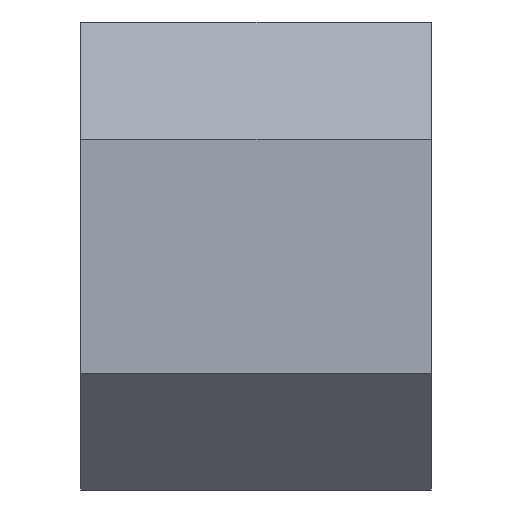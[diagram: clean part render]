
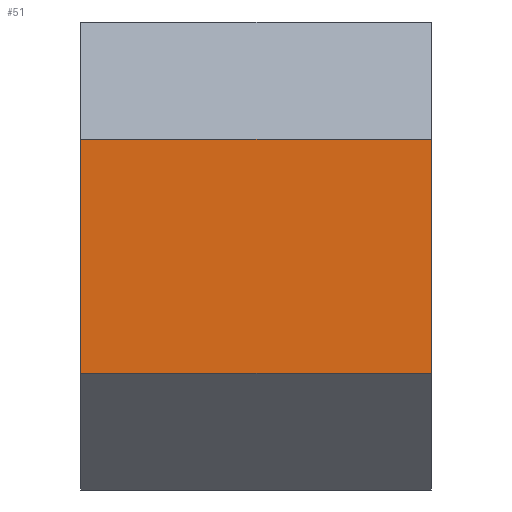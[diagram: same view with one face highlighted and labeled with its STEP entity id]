
A CAD part, left-side view. The second image highlights one B-rep face of the part: STEP entity #51.
In plain terms, the highlighted planar face has unit normal (-1, 0, 0).
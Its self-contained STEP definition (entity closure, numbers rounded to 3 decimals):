
#25 = DIRECTION ( 'NONE',  ( 0., 1., 0. ) ) ;
#35 = CARTESIAN_POINT ( 'NONE',  ( -17.14, 4., -4. ) ) ;
#51 = ADVANCED_FACE ( 'NONE', ( #302 ), #416, .F. ) ;
#82 = VECTOR ( 'NONE', #431, 1000. ) ;
#86 = EDGE_CURVE ( 'NONE', #1033, #947, #973, .T. ) ;
#176 = CARTESIAN_POINT ( 'NONE',  ( -17.14, 4., -2. ) ) ;
#251 = CARTESIAN_POINT ( 'NONE',  ( -17.14, 4., -2. ) ) ;
#256 = CARTESIAN_POINT ( 'NONE',  ( -17.14, 4., -4. ) ) ;
#266 = CARTESIAN_POINT ( 'NONE',  ( -17.14, 4., 2. ) ) ;
#277 = VERTEX_POINT ( 'NONE', #523 ) ;
#296 = DIRECTION ( 'NONE',  ( 1., 0., 0. ) ) ;
#302 = FACE_OUTER_BOUND ( 'NONE', #617, .T. ) ;
#324 = AXIS2_PLACEMENT_3D ( 'NONE', #35, #296, #815 ) ;
#327 = LINE ( 'NONE', #266, #575 ) ;
#335 = CARTESIAN_POINT ( 'NONE',  ( -17.14, -2., -2. ) ) ;
#346 = CARTESIAN_POINT ( 'NONE',  ( -17.14, -2., 2. ) ) ;
#367 = LINE ( 'NONE', #176, #984 ) ;
#416 = PLANE ( 'NONE',  #324 ) ;
#431 = DIRECTION ( 'NONE',  ( 0., 0., -1. ) ) ;
#523 = CARTESIAN_POINT ( 'NONE',  ( -17.14, 4., 2. ) ) ;
#575 = VECTOR ( 'NONE', #25, 1000. ) ;
#617 = EDGE_LOOP ( 'NONE', ( #659, #863, #788, #753 ) ) ;
#659 = ORIENTED_EDGE ( 'NONE', *, *, #86, .F. ) ;
#676 = CARTESIAN_POINT ( 'NONE',  ( -17.14, -2., 4. ) ) ;
#715 = VERTEX_POINT ( 'NONE', #251 ) ;
#739 = LINE ( 'NONE', #256, #943 ) ;
#753 = ORIENTED_EDGE ( 'NONE', *, *, #1000, .T. ) ;
#788 = ORIENTED_EDGE ( 'NONE', *, *, #940, .F. ) ;
#815 = DIRECTION ( 'NONE',  ( 0., 0., -1. ) ) ;
#828 = DIRECTION ( 'NONE',  ( 0., -1., 0. ) ) ;
#863 = ORIENTED_EDGE ( 'NONE', *, *, #1052, .T. ) ;
#940 = EDGE_CURVE ( 'NONE', #715, #277, #739, .T. ) ;
#943 = VECTOR ( 'NONE', #985, 1000. ) ;
#947 = VERTEX_POINT ( 'NONE', #335 ) ;
#973 = LINE ( 'NONE', #676, #82 ) ;
#984 = VECTOR ( 'NONE', #828, 1000. ) ;
#985 = DIRECTION ( 'NONE',  ( 0., 0., 1. ) ) ;
#1000 = EDGE_CURVE ( 'NONE', #715, #947, #367, .T. ) ;
#1033 = VERTEX_POINT ( 'NONE', #346 ) ;
#1052 = EDGE_CURVE ( 'NONE', #1033, #277, #327, .T. ) ;
